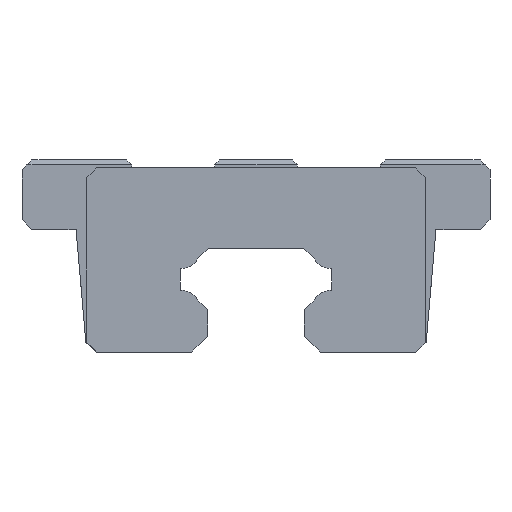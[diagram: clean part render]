
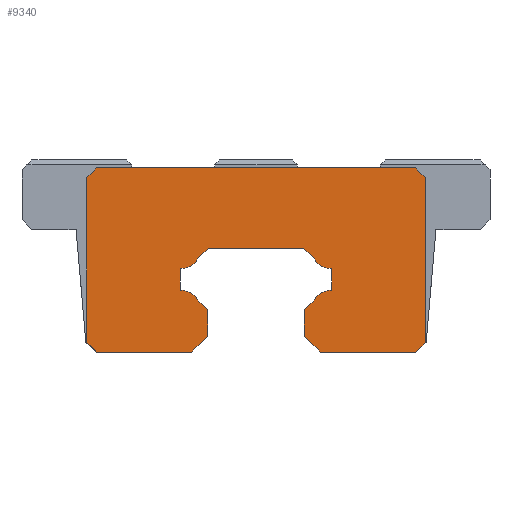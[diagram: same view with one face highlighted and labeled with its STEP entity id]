
A CAD part, front view. The second image highlights one B-rep face of the part: STEP entity #9340.
In plain terms, the highlighted planar face has unit normal (0, -1, 0).
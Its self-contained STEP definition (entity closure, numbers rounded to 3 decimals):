
#47=CIRCLE('',#9668,1.9);
#48=CIRCLE('',#9669,1.9);
#49=CIRCLE('',#9670,1.9);
#50=CIRCLE('',#9671,1.9);
#1095=FACE_OUTER_BOUND('',#1632,.T.);
#1632=EDGE_LOOP('',(#8235,#8236,#8237,#8238,#8239,#8240,#8241,#8242,#8243,
#8244,#8245,#8246,#8247,#8248,#8249,#8250,#8251,#8252,#8253,#8254,#8255,
#8256,#8257,#8258));
#2502=LINE('',#16165,#3457);
#2510=LINE('',#16188,#3465);
#2543=LINE('',#16260,#3498);
#2545=LINE('',#16264,#3500);
#2548=LINE('',#16270,#3503);
#2549=LINE('',#16272,#3504);
#2550=LINE('',#16274,#3505);
#2551=LINE('',#16278,#3506);
#2552=LINE('',#16282,#3507);
#2553=LINE('',#16284,#3508);
#2554=LINE('',#16286,#3509);
#2555=LINE('',#16290,#3510);
#2556=LINE('',#16294,#3511);
#2557=LINE('',#16296,#3512);
#2558=LINE('',#16298,#3513);
#2559=LINE('',#16300,#3514);
#2560=LINE('',#16302,#3515);
#2561=LINE('',#16304,#3516);
#2562=LINE('',#16305,#3517);
#2563=LINE('',#16306,#3518);
#3457=VECTOR('',#11007,10.);
#3465=VECTOR('',#11029,10.);
#3498=VECTOR('',#11080,10.);
#3500=VECTOR('',#11084,10.);
#3503=VECTOR('',#11089,10.);
#3504=VECTOR('',#11090,10.);
#3505=VECTOR('',#11091,10.);
#3506=VECTOR('',#11094,10.);
#3507=VECTOR('',#11097,10.);
#3508=VECTOR('',#11098,10.);
#3509=VECTOR('',#11099,10.);
#3510=VECTOR('',#11102,10.);
#3511=VECTOR('',#11105,10.);
#3512=VECTOR('',#11106,10.);
#3513=VECTOR('',#11107,10.);
#3514=VECTOR('',#11108,10.);
#3515=VECTOR('',#11109,10.);
#3516=VECTOR('',#11110,10.);
#3517=VECTOR('',#11111,10.);
#3518=VECTOR('',#11112,10.);
#4397=VERTEX_POINT('',#16151);
#4403=VERTEX_POINT('',#16163);
#4410=VERTEX_POINT('',#16185);
#4411=VERTEX_POINT('',#16187);
#4441=VERTEX_POINT('',#16259);
#4442=VERTEX_POINT('',#16263);
#4444=VERTEX_POINT('',#16269);
#4445=VERTEX_POINT('',#16271);
#4446=VERTEX_POINT('',#16273);
#4447=VERTEX_POINT('',#16275);
#4448=VERTEX_POINT('',#16277);
#4449=VERTEX_POINT('',#16279);
#4450=VERTEX_POINT('',#16281);
#4451=VERTEX_POINT('',#16283);
#4452=VERTEX_POINT('',#16285);
#4453=VERTEX_POINT('',#16287);
#4454=VERTEX_POINT('',#16289);
#4455=VERTEX_POINT('',#16291);
#4456=VERTEX_POINT('',#16293);
#4457=VERTEX_POINT('',#16295);
#4458=VERTEX_POINT('',#16297);
#4459=VERTEX_POINT('',#16299);
#4460=VERTEX_POINT('',#16301);
#4461=VERTEX_POINT('',#16303);
#5686=EDGE_CURVE('',#4397,#4403,#2502,.T.);
#5694=EDGE_CURVE('',#4411,#4410,#2510,.T.);
#5731=EDGE_CURVE('',#4411,#4441,#2543,.T.);
#5733=EDGE_CURVE('',#4442,#4441,#2545,.T.);
#5736=EDGE_CURVE('',#4410,#4444,#2548,.T.);
#5737=EDGE_CURVE('',#4444,#4445,#2549,.T.);
#5738=EDGE_CURVE('',#4445,#4446,#2550,.T.);
#5739=EDGE_CURVE('',#4446,#4447,#47,.T.);
#5740=EDGE_CURVE('',#4447,#4448,#2551,.T.);
#5741=EDGE_CURVE('',#4448,#4449,#48,.T.);
#5742=EDGE_CURVE('',#4449,#4450,#2552,.T.);
#5743=EDGE_CURVE('',#4450,#4451,#2553,.T.);
#5744=EDGE_CURVE('',#4451,#4452,#2554,.T.);
#5745=EDGE_CURVE('',#4452,#4453,#49,.T.);
#5746=EDGE_CURVE('',#4453,#4454,#2555,.T.);
#5747=EDGE_CURVE('',#4454,#4455,#50,.T.);
#5748=EDGE_CURVE('',#4455,#4456,#2556,.T.);
#5749=EDGE_CURVE('',#4456,#4457,#2557,.T.);
#5750=EDGE_CURVE('',#4457,#4458,#2558,.T.);
#5751=EDGE_CURVE('',#4458,#4459,#2559,.T.);
#5752=EDGE_CURVE('',#4460,#4459,#2560,.T.);
#5753=EDGE_CURVE('',#4460,#4461,#2561,.T.);
#5754=EDGE_CURVE('',#4397,#4461,#2562,.T.);
#5755=EDGE_CURVE('',#4442,#4403,#2563,.T.);
#8235=ORIENTED_EDGE('',*,*,#5731,.F.);
#8236=ORIENTED_EDGE('',*,*,#5694,.T.);
#8237=ORIENTED_EDGE('',*,*,#5736,.T.);
#8238=ORIENTED_EDGE('',*,*,#5737,.T.);
#8239=ORIENTED_EDGE('',*,*,#5738,.T.);
#8240=ORIENTED_EDGE('',*,*,#5739,.T.);
#8241=ORIENTED_EDGE('',*,*,#5740,.T.);
#8242=ORIENTED_EDGE('',*,*,#5741,.T.);
#8243=ORIENTED_EDGE('',*,*,#5742,.T.);
#8244=ORIENTED_EDGE('',*,*,#5743,.T.);
#8245=ORIENTED_EDGE('',*,*,#5744,.T.);
#8246=ORIENTED_EDGE('',*,*,#5745,.T.);
#8247=ORIENTED_EDGE('',*,*,#5746,.T.);
#8248=ORIENTED_EDGE('',*,*,#5747,.T.);
#8249=ORIENTED_EDGE('',*,*,#5748,.T.);
#8250=ORIENTED_EDGE('',*,*,#5749,.T.);
#8251=ORIENTED_EDGE('',*,*,#5750,.T.);
#8252=ORIENTED_EDGE('',*,*,#5751,.T.);
#8253=ORIENTED_EDGE('',*,*,#5752,.F.);
#8254=ORIENTED_EDGE('',*,*,#5753,.T.);
#8255=ORIENTED_EDGE('',*,*,#5754,.F.);
#8256=ORIENTED_EDGE('',*,*,#5686,.T.);
#8257=ORIENTED_EDGE('',*,*,#5755,.F.);
#8258=ORIENTED_EDGE('',*,*,#5733,.T.);
#8856=PLANE('',#9667);
#9340=ADVANCED_FACE('',(#1095),#8856,.T.);
#9667=AXIS2_PLACEMENT_3D('',#16268,#11087,#11088);
#9668=AXIS2_PLACEMENT_3D('',#16276,#11092,#11093);
#9669=AXIS2_PLACEMENT_3D('',#16280,#11095,#11096);
#9670=AXIS2_PLACEMENT_3D('',#16288,#11100,#11101);
#9671=AXIS2_PLACEMENT_3D('',#16292,#11103,#11104);
#11007=DIRECTION('',(-1.,0.,0.));
#11029=DIRECTION('',(1.,0.,0.));
#11080=DIRECTION('',(-0.707,0.,0.707));
#11084=DIRECTION('',(0.,0.,-1.));
#11087=DIRECTION('center_axis',(0.,-1.,0.));
#11088=DIRECTION('ref_axis',(0.,0.,-1.));
#11089=DIRECTION('',(0.707,0.,0.707));
#11090=DIRECTION('',(0.,0.,1.));
#11091=DIRECTION('',(-0.707,0.,0.707));
#11092=DIRECTION('center_axis',(0.,-1.,0.));
#11093=DIRECTION('ref_axis',(0.869,0.,0.494));
#11094=DIRECTION('',(0.,0.,1.));
#11095=DIRECTION('center_axis',(0.,-1.,0.));
#11096=DIRECTION('ref_axis',(-0.053,0.,-0.999));
#11097=DIRECTION('',(0.707,0.,0.707));
#11098=DIRECTION('',(1.,0.,0.));
#11099=DIRECTION('',(0.707,0.,-0.707));
#11100=DIRECTION('center_axis',(0.,-1.,0.));
#11101=DIRECTION('ref_axis',(-0.869,0.,-0.494));
#11102=DIRECTION('',(0.,0.,-1.));
#11103=DIRECTION('center_axis',(0.,-1.,0.));
#11104=DIRECTION('ref_axis',(0.053,0.,0.999));
#11105=DIRECTION('',(-0.707,0.,-0.707));
#11106=DIRECTION('',(0.,0.,-1.));
#11107=DIRECTION('',(0.707,0.,-0.707));
#11108=DIRECTION('',(1.,0.,0.));
#11109=DIRECTION('',(-0.737,0.,-0.676));
#11110=DIRECTION('',(0.,0.,1.));
#11111=DIRECTION('',(0.707,0.,-0.707));
#11112=DIRECTION('',(0.707,0.,0.707));
#16151=CARTESIAN_POINT('',(16.,-33.,23.2));
#16163=CARTESIAN_POINT('',(-16.,-33.,23.2));
#16165=CARTESIAN_POINT('',(17.,-33.,23.2));
#16185=CARTESIAN_POINT('',(-6.459,-33.,4.7));
#16187=CARTESIAN_POINT('',(-16.,-33.,4.7));
#16188=CARTESIAN_POINT('',(-17.,-33.,4.7));
#16259=CARTESIAN_POINT('',(-17.,-33.,5.7));
#16260=CARTESIAN_POINT('',(-14.616,-33.,3.316));
#16263=CARTESIAN_POINT('',(-17.,-33.,22.2));
#16264=CARTESIAN_POINT('',(-17.,-33.,24.));
#16268=CARTESIAN_POINT('Origin',(0.,-33.,14.163));
#16269=CARTESIAN_POINT('',(-4.868,-33.,6.291));
#16270=CARTESIAN_POINT('',(-6.459,-33.,4.7));
#16271=CARTESIAN_POINT('',(-4.868,-33.,8.959));
#16272=CARTESIAN_POINT('',(-4.868,-33.,6.291));
#16273=CARTESIAN_POINT('',(-5.848,-33.,9.939));
#16274=CARTESIAN_POINT('',(-4.868,-33.,8.959));
#16275=CARTESIAN_POINT('',(-7.6,-33.,10.897));
#16276=CARTESIAN_POINT('Origin',(-7.5,-33.,9.));
#16277=CARTESIAN_POINT('',(-7.6,-33.,13.103));
#16278=CARTESIAN_POINT('',(-7.6,-33.,10.897));
#16279=CARTESIAN_POINT('',(-5.848,-33.,14.061));
#16280=CARTESIAN_POINT('Origin',(-7.5,-33.,15.));
#16281=CARTESIAN_POINT('',(-4.809,-33.,15.1));
#16282=CARTESIAN_POINT('',(-5.848,-33.,14.061));
#16283=CARTESIAN_POINT('',(4.809,-33.,15.1));
#16284=CARTESIAN_POINT('',(-4.809,-33.,15.1));
#16285=CARTESIAN_POINT('',(5.848,-33.,14.061));
#16286=CARTESIAN_POINT('',(4.809,-33.,15.1));
#16287=CARTESIAN_POINT('',(7.6,-33.,13.103));
#16288=CARTESIAN_POINT('Origin',(7.5,-33.,15.));
#16289=CARTESIAN_POINT('',(7.6,-33.,10.897));
#16290=CARTESIAN_POINT('',(7.6,-33.,13.103));
#16291=CARTESIAN_POINT('',(5.848,-33.,9.939));
#16292=CARTESIAN_POINT('Origin',(7.5,-33.,9.));
#16293=CARTESIAN_POINT('',(4.868,-33.,8.959));
#16294=CARTESIAN_POINT('',(5.848,-33.,9.939));
#16295=CARTESIAN_POINT('',(4.868,-33.,6.291));
#16296=CARTESIAN_POINT('',(4.868,-33.,8.959));
#16297=CARTESIAN_POINT('',(6.459,-33.,4.7));
#16298=CARTESIAN_POINT('',(4.868,-33.,6.291));
#16299=CARTESIAN_POINT('',(16.,-33.,4.7));
#16300=CARTESIAN_POINT('',(6.459,-33.,4.7));
#16301=CARTESIAN_POINT('',(17.,-33.,5.616));
#16302=CARTESIAN_POINT('',(14.28,-33.,3.124));
#16303=CARTESIAN_POINT('',(17.,-33.,22.2));
#16304=CARTESIAN_POINT('',(17.,-33.,4.7));
#16305=CARTESIAN_POINT('',(14.509,-33.,24.691));
#16306=CARTESIAN_POINT('',(-14.509,-33.,24.691));
